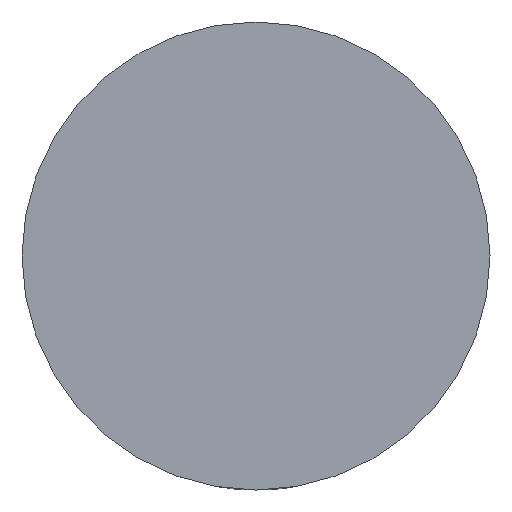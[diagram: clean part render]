
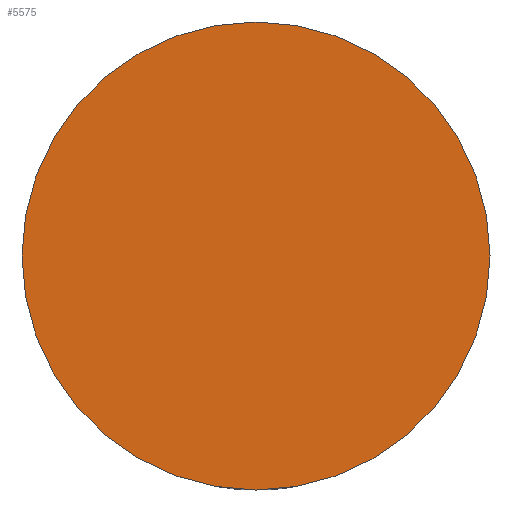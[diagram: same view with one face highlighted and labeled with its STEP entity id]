
A CAD part, front view. The second image highlights one B-rep face of the part: STEP entity #5575.
In plain terms, the highlighted planar face has unit normal (0, -1, 0).
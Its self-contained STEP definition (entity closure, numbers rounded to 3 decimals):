
#121 = EDGE_CURVE ( 'NONE', #1500, #5053, #359, .T. ) ;
#138 = DIRECTION ( 'NONE',  ( 1., 0., 0. ) ) ;
#359 = CIRCLE ( 'NONE', #610, 110. ) ;
#610 = AXIS2_PLACEMENT_3D ( 'NONE', #4073, #1590, #6122 ) ;
#1131 = CIRCLE ( 'NONE', #3920, 110. ) ;
#1444 = AXIS2_PLACEMENT_3D ( 'NONE', #2697, #4169, #138 ) ;
#1500 = VERTEX_POINT ( 'NONE', #4281 ) ;
#1590 = DIRECTION ( 'NONE',  ( 0., 1., 0. ) ) ;
#2123 = FACE_OUTER_BOUND ( 'NONE', #4066, .T. ) ;
#2516 = DIRECTION ( 'NONE',  ( 0., 1., 0. ) ) ;
#2697 = CARTESIAN_POINT ( 'NONE',  ( 0., 0., 0. ) ) ;
#2842 = ORIENTED_EDGE ( 'NONE', *, *, #6107, .F. ) ;
#3133 = ORIENTED_EDGE ( 'NONE', *, *, #121, .F. ) ;
#3920 = AXIS2_PLACEMENT_3D ( 'NONE', #5032, #2516, #6139 ) ;
#4066 = EDGE_LOOP ( 'NONE', ( #3133, #2842 ) ) ;
#4073 = CARTESIAN_POINT ( 'NONE',  ( 0., 0., 0. ) ) ;
#4114 = CARTESIAN_POINT ( 'NONE',  ( 110., 0., 0. ) ) ;
#4169 = DIRECTION ( 'NONE',  ( 0., -1., 0. ) ) ;
#4281 = CARTESIAN_POINT ( 'NONE',  ( -110., 0., 0. ) ) ;
#5032 = CARTESIAN_POINT ( 'NONE',  ( 0., 0., 0. ) ) ;
#5053 = VERTEX_POINT ( 'NONE', #4114 ) ;
#5246 = PLANE ( 'NONE',  #1444 ) ;
#5575 = ADVANCED_FACE ( 'NONE', ( #2123 ), #5246, .T. ) ;
#6107 = EDGE_CURVE ( 'NONE', #5053, #1500, #1131, .T. ) ;
#6122 = DIRECTION ( 'NONE',  ( -1., 0., 0. ) ) ;
#6139 = DIRECTION ( 'NONE',  ( -1., 0., 0. ) ) ;
